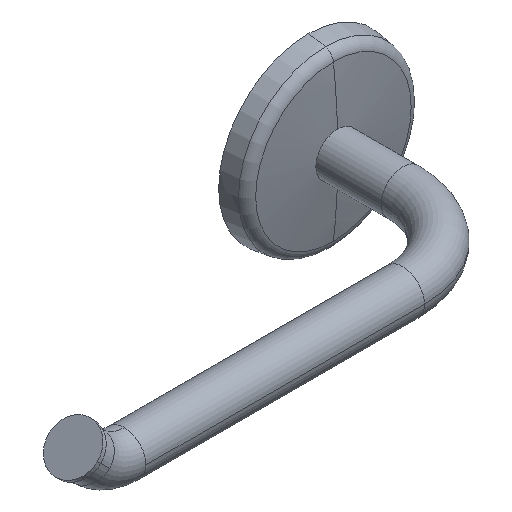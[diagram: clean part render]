
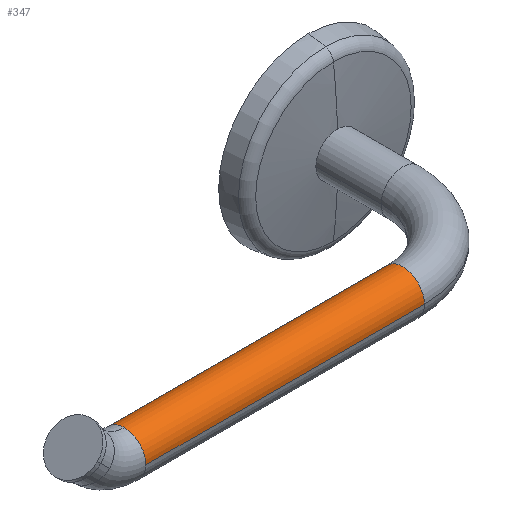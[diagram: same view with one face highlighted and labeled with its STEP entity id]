
A CAD part, isometric view. The second image highlights one B-rep face of the part: STEP entity #347.
In plain terms, the highlighted cylindrical face has radius 8 mm (diameter 15.999 mm), a partial arc.
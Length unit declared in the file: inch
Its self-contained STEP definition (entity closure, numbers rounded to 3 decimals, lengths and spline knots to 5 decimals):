
#22=CARTESIAN_POINT('',(-10.62812,-5.25914,0.));
#23=DIRECTION('',(1.,0.,0.));
#24=DIRECTION('',(0.,0.,1.));
#25=AXIS2_PLACEMENT_3D('',#22,#23,#24);
#37=CARTESIAN_POINT('',(-10.62812,-5.25914,0.));
#38=DIRECTION('',(1.,0.,0.));
#39=DIRECTION('',(0.,1.,0.));
#40=AXIS2_PLACEMENT_3D('',#37,#38,#39);
#52=DIRECTION('',(1.,0.,0.));
#53=VECTOR('',#52,4.05426);
#54=CARTESIAN_POINT('',(-10.62812,-5.57409,0.));
#55=LINE('',#54,#53);
#56=DIRECTION('',(-1.,0.,0.));
#57=VECTOR('',#56,4.05426);
#58=CARTESIAN_POINT('',(-6.57386,-4.94419,0.));
#59=LINE('',#58,#57);
#65=CARTESIAN_POINT('',(-6.57386,-5.25914,0.));
#66=DIRECTION('',(-1.,0.,0.));
#67=DIRECTION('',(0.,-1.,0.));
#68=AXIS2_PLACEMENT_3D('',#65,#66,#67);
#240=CARTESIAN_POINT('',(-6.57386,-5.57409,0.));
#241=VERTEX_POINT('',#240);
#242=CARTESIAN_POINT('',(-6.57386,-4.94419,0.));
#243=VERTEX_POINT('',#242);
#244=CARTESIAN_POINT('',(-10.62812,-5.57409,0.));
#245=VERTEX_POINT('',#244);
#246=CARTESIAN_POINT('',(-10.62812,-5.25914,0.31495));
#247=VERTEX_POINT('',#246);
#248=CARTESIAN_POINT('',(-10.62812,-4.94419,0.));
#249=VERTEX_POINT('',#248);
#334=CARTESIAN_POINT('',(-6.49277,-5.25914,0.));
#335=DIRECTION('',(-1.,0.,0.));
#336=DIRECTION('',(0.,-1.,0.));
#337=AXIS2_PLACEMENT_3D('',#334,#335,#336);
#338=CYLINDRICAL_SURFACE('',#337,0.31495);
#339=ORIENTED_EDGE('',*,*,#323,.F.);
#340=ORIENTED_EDGE('',*,*,#293,.F.);
#341=ORIENTED_EDGE('',*,*,#308,.F.);
#342=ORIENTED_EDGE('',*,*,#327,.F.);
#344=ORIENTED_EDGE('',*,*,#343,.F.);
#345=EDGE_LOOP('',(#339,#340,#341,#342,#344));
#346=FACE_OUTER_BOUND('',#345,.F.);
#347=ADVANCED_FACE('',(#346),#338,.T.);
#26=CIRCLE('',#25,0.31495);
#41=CIRCLE('',#40,0.31495);
#69=CIRCLE('',#68,0.31495);
#293=EDGE_CURVE('',#247,#245,#26,.T.);
#308=EDGE_CURVE('',#249,#247,#41,.T.);
#323=EDGE_CURVE('',#245,#241,#55,.T.);
#327=EDGE_CURVE('',#243,#249,#59,.T.);
#343=EDGE_CURVE('',#241,#243,#69,.T.);
